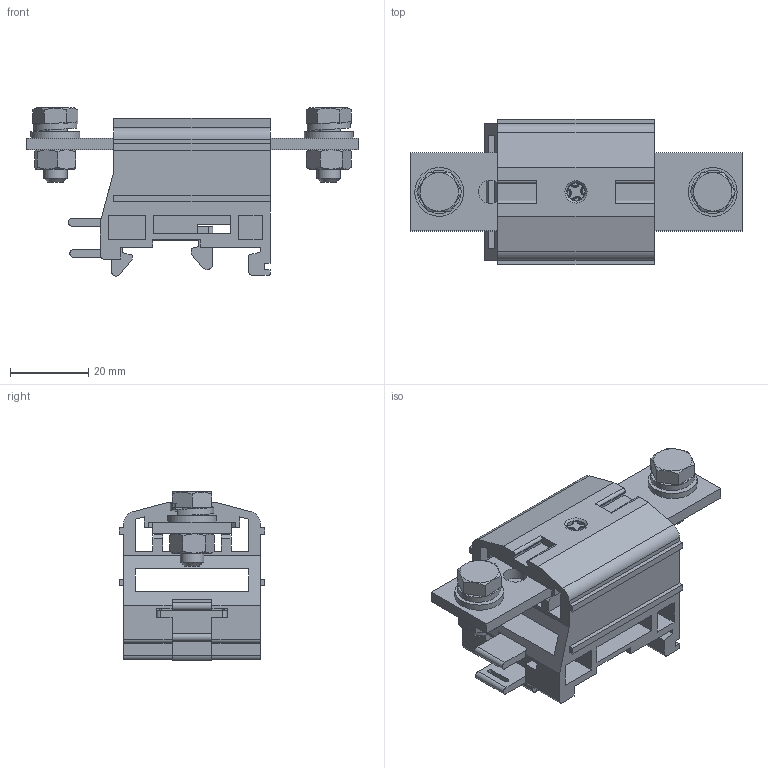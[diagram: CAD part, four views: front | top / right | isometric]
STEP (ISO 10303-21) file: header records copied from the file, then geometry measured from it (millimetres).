
FILE_DESCRIPTION(/* description */ ('Unknown'),/* implementation_level */ '2;1');
FILE_NAME(/* name */ '2DPBB50',/* time_stamp */ '2020-12-11T14:09:46+06:00',/* author */ ('Unknown'),/* organization */ ('Unknown'),/* preprocessor_version */ 'ST-DEVELOPER v16.7',/* originating_system */ 'DEX',/* authorisation */ $);
FILE_SCHEMA (('AUTOMOTIVE_DESIGN {1 0 10303 214 3 1 1}'));
Length unit declared in the file: millimetre
Products named in the file (12): 2DPBB50; 6DPBB50H; 9SADPBC120FT; 6DPBC120FT2; 6DPBC120FT1; 42COKUT95; 51DPBB50C; 6DPBBDH; 52WFCBT110; 52NHCBT110; 52LFCBTM6W; 52BHDPBB70
Assembly tree (15 placements, depth 3):
  2DPBB50
    6DPBB50H
    9SADPBC120FT
      6DPBC120FT2
      6DPBC120FT1
      42COKUT95
    51DPBB50C
    6DPBBDH
    52WFCBT110  x2
    52NHCBT110  x2
    52LFCBTM6W  x2
    52BHDPBB70  x2
Bounding box: 85 x 37.2 x 43.05 mm (x, y, z)
Volume: 35364 mm3; surface area: 28142 mm2
Topology: 14 solids, 14 shells, 428 faces, 1123 edges, 712 vertices
Faces by surface type: plane 280, cylinder 62, bspline 29, torus 26, sphere 16, cone 15
Full cylindrical faces by diameter (mm): 4 x1, 4.7 x2, 4.917 x2, 6 x5, 6.4 x2, 6.6 x2, 12.5 x2
Entity records: 13489 total; most frequent: CARTESIAN_POINT 3478, ORIENTED_EDGE 2012, DIRECTION 1903, EDGE_CURVE 1006, LINE 711, VECTOR 711, VERTEX_POINT 655, AXIS2_PLACEMENT_3D 596
